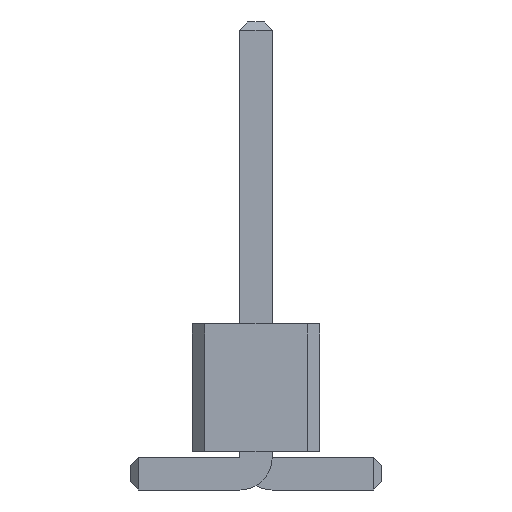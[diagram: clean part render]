
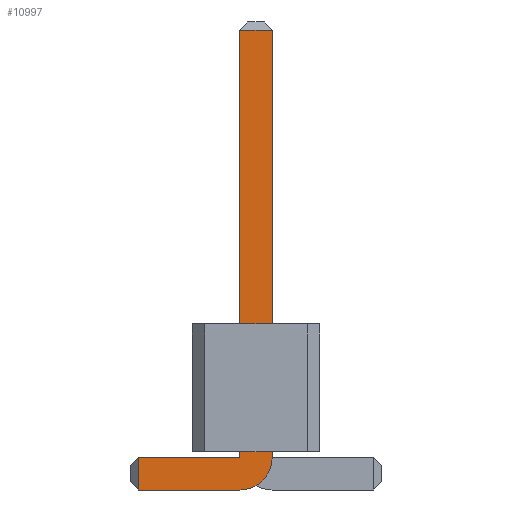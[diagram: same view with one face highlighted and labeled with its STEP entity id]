
A CAD part, front view. The second image highlights one B-rep face of the part: STEP entity #10997.
In plain terms, the highlighted planar face has unit normal (0, -1, 0).
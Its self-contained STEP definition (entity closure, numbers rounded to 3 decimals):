
#56=DIRECTION('',(0.,-1.,0.));
#67=DIRECTION('',(1.,0.,0.));
#2321=VECTOR('',#67,1.);
#2374=DIRECTION('',(-1.,0.,0.));
#4915=VECTOR('',#2374,1.);
#4924=DIRECTION('',(0.,0.,-1.));
#4943=VECTOR('',#4924,1.);
#10827=VECTOR('',#10828,1.);
#10828=DIRECTION('',(0.,0.,1.));
#10850=DIRECTION('',(0.,-1.,0.));
#10851=DIRECTION('',(-1.,0.,0.));
#10858=VERTEX_POINT('',#10859);
#10859=CARTESIAN_POINT('',(-2.34,-49.85,0.));
#10862=ORIENTED_EDGE('',*,*,#10863,.T.);
#10863=EDGE_CURVE('',#10858,#10864,#10866,.T.);
#10864=VERTEX_POINT('',#10865);
#10865=CARTESIAN_POINT('',(-0.32,-49.85,0.));
#10866=LINE('',#10867,#2321);
#10867=CARTESIAN_POINT('',(-2.5,-49.85,0.));
#10899=VERTEX_POINT('',#10900);
#10900=CARTESIAN_POINT('',(0.32,-49.85,0.64));
#10903=EDGE_CURVE('',#10864,#10899,#10904,.T.);
#10904=CIRCLE('',#10905,0.64);
#10905=AXIS2_PLACEMENT_3D('',#10906,#56,#4924);
#10906=CARTESIAN_POINT('',(-0.32,-49.85,0.64));
#10914=VERTEX_POINT('',#10906);
#10916=ORIENTED_EDGE('',*,*,#10917,.T.);
#10917=EDGE_CURVE('',#10914,#10918,#10920,.T.);
#10918=VERTEX_POINT('',#10919);
#10919=CARTESIAN_POINT('',(-2.34,-49.85,0.64));
#10920=LINE('',#10906,#4915);
#10930=ORIENTED_EDGE('',*,*,#10931,.T.);
#10931=EDGE_CURVE('',#10899,#10932,#10934,.T.);
#10932=VERTEX_POINT('',#10933);
#10933=CARTESIAN_POINT('',(0.32,-49.85,9.14));
#10934=LINE('',#10935,#10827);
#10935=CARTESIAN_POINT('',(0.32,-49.85,0.));
#10948=VERTEX_POINT('',#10949);
#10949=CARTESIAN_POINT('',(-0.32,-49.85,9.14));
#10951=ORIENTED_EDGE('',*,*,#10952,.T.);
#10952=EDGE_CURVE('',#10948,#10914,#10953,.T.);
#10953=LINE('',#10954,#4943);
#10954=CARTESIAN_POINT('',(-0.32,-49.85,9.3));
#10997=ADVANCED_FACE('',(#10998),#11007,.T.);
#10998=FACE_BOUND('',#10999,.T.);
#10999=EDGE_LOOP('',(#10862,#11000,#10930,#11001,#10951,#10916,#11004));
#11000=ORIENTED_EDGE('',*,*,#10903,.T.);
#11001=ORIENTED_EDGE('',*,*,#11002,.T.);
#11002=EDGE_CURVE('',#10932,#10948,#11003,.T.);
#11003=LINE('',#10933,#4915);
#11004=ORIENTED_EDGE('',*,*,#11005,.T.);
#11005=EDGE_CURVE('',#10918,#10858,#11006,.T.);
#11006=LINE('',#10919,#4943);
#11007=PLANE('',#11008);
#11008=AXIS2_PLACEMENT_3D('',#11009,#10850,#10851);
#11009=CARTESIAN_POINT('',(-0.311,-49.85,3.871));
